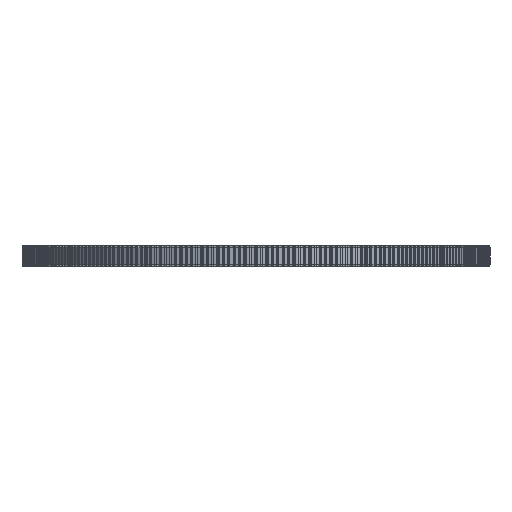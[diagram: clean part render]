
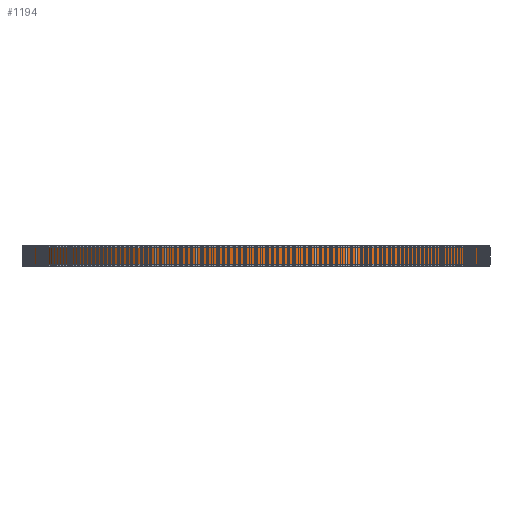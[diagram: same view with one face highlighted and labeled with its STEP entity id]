
A CAD part, front view. The second image highlights one B-rep face of the part: STEP entity #1194.
In plain terms, the highlighted cylindrical face has radius 85.307 mm (diameter 170.614 mm), a full revolution.
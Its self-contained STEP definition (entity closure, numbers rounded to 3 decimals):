
#97=FACE_BOUND('',#4416,.T.);
#98=FACE_BOUND('',#4417,.T.);
#1194=ADVANCED_FACE('',(#97,#98),#2267,.T.);
#2267=CYLINDRICAL_SURFACE('',#23727,85.307);
#4416=EDGE_LOOP('',(#12994));
#4417=EDGE_LOOP('',(#12995));
#12994=ORIENTED_EDGE('',*,*,#18358,.T.);
#12995=ORIENTED_EDGE('',*,*,#18359,.T.);
#15140=VERTEX_POINT('',#37680);
#15141=VERTEX_POINT('',#37682);
#18358=EDGE_CURVE('',#15140,#15140,#20504,.T.);
#18359=EDGE_CURVE('',#15141,#15141,#20505,.T.);
#20504=CIRCLE('',#23725,85.307);
#20505=CIRCLE('',#23726,85.307);
#23725=AXIS2_PLACEMENT_3D('',#37679,#31238,#31239);
#23726=AXIS2_PLACEMENT_3D('',#37681,#31240,#31241);
#23727=AXIS2_PLACEMENT_3D('',#37683,#31242,#31243);
#31238=DIRECTION('',(0.,0.,1.));
#31239=DIRECTION('',(1.,0.,0.));
#31240=DIRECTION('',(0.,0.,-1.));
#31241=DIRECTION('',(1.,0.,0.));
#31242=DIRECTION('',(0.,0.,1.));
#31243=DIRECTION('',(1.,0.,0.));
#37679=CARTESIAN_POINT('',(0.,0.,1.));
#37680=CARTESIAN_POINT('',(85.307,0.,1.));
#37681=CARTESIAN_POINT('',(0.,0.,7.));
#37682=CARTESIAN_POINT('',(85.307,0.,7.));
#37683=CARTESIAN_POINT('',(0.,0.,1.));
